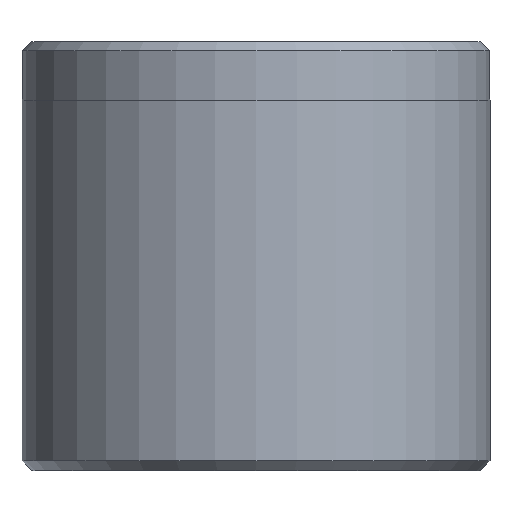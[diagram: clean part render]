
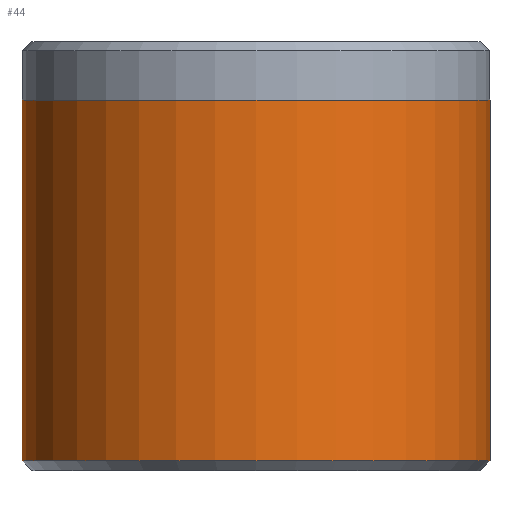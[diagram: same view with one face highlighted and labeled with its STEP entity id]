
A CAD part, front view. The second image highlights one B-rep face of the part: STEP entity #44.
In plain terms, the highlighted cylindrical face has radius 12 mm (diameter 24 mm), a partial arc.
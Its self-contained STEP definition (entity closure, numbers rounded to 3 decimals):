
#44 = ADVANCED_FACE ( 'NONE', ( #1269 ), #899, .T. ) ;
#159 = EDGE_CURVE ( 'NONE', #1090, #852, #170, .T. ) ;
#170 = LINE ( 'NONE', #303, #788 ) ;
#220 = DIRECTION ( 'NONE',  ( -1., 0., 0. ) ) ;
#229 = DIRECTION ( 'NONE',  ( 0., 0., -1. ) ) ;
#241 = CARTESIAN_POINT ( 'NONE',  ( 0., 0., 22. ) ) ;
#258 = EDGE_CURVE ( 'NONE', #1374, #997, #754, .T. ) ;
#303 = CARTESIAN_POINT ( 'NONE',  ( 12., 0., 22. ) ) ;
#307 = DIRECTION ( 'NONE',  ( 0., 0., -1. ) ) ;
#312 = EDGE_CURVE ( 'NONE', #1374, #1090, #727, .T. ) ;
#349 = CARTESIAN_POINT ( 'NONE',  ( -12., 0., 22. ) ) ;
#351 = DIRECTION ( 'NONE',  ( 0., 0., -1. ) ) ;
#384 = CARTESIAN_POINT ( 'NONE',  ( 0., 0., 19. ) ) ;
#388 = DIRECTION ( 'NONE',  ( 0., 0., 1. ) ) ;
#389 = DIRECTION ( 'NONE',  ( 1., 0., 0. ) ) ;
#501 = CIRCLE ( 'NONE', #1007, 12. ) ;
#647 = CARTESIAN_POINT ( 'NONE',  ( 12., 0., 0.5 ) ) ;
#727 = CIRCLE ( 'NONE', #1285, 12. ) ;
#754 = LINE ( 'NONE', #349, #764 ) ;
#764 = VECTOR ( 'NONE', #351, 1000. ) ;
#782 = CARTESIAN_POINT ( 'NONE',  ( -12., 0., 0.5 ) ) ;
#788 = VECTOR ( 'NONE', #307, 1000. ) ;
#802 = CARTESIAN_POINT ( 'NONE',  ( 12., 0., 19. ) ) ;
#852 = VERTEX_POINT ( 'NONE', #647 ) ;
#899 = CYLINDRICAL_SURFACE ( 'NONE', #1352, 12. ) ;
#997 = VERTEX_POINT ( 'NONE', #782 ) ;
#1007 = AXIS2_PLACEMENT_3D ( 'NONE', #2098, #1131, #2015 ) ;
#1049 = ORIENTED_EDGE ( 'NONE', *, *, #159, .F. ) ;
#1051 = ORIENTED_EDGE ( 'NONE', *, *, #312, .F. ) ;
#1069 = CARTESIAN_POINT ( 'NONE',  ( -12., 0., 19. ) ) ;
#1090 = VERTEX_POINT ( 'NONE', #802 ) ;
#1128 = ORIENTED_EDGE ( 'NONE', *, *, #258, .T. ) ;
#1131 = DIRECTION ( 'NONE',  ( 0., 0., 1. ) ) ;
#1132 = ORIENTED_EDGE ( 'NONE', *, *, #1387, .T. ) ;
#1269 = FACE_OUTER_BOUND ( 'NONE', #2278, .T. ) ;
#1285 = AXIS2_PLACEMENT_3D ( 'NONE', #384, #388, #389 ) ;
#1352 = AXIS2_PLACEMENT_3D ( 'NONE', #241, #229, #220 ) ;
#1374 = VERTEX_POINT ( 'NONE', #1069 ) ;
#1387 = EDGE_CURVE ( 'NONE', #997, #852, #501, .T. ) ;
#2015 = DIRECTION ( 'NONE',  ( 1., 0., 0. ) ) ;
#2098 = CARTESIAN_POINT ( 'NONE',  ( 0., 0., 0.5 ) ) ;
#2278 = EDGE_LOOP ( 'NONE', ( #1049, #1051, #1128, #1132 ) ) ;
